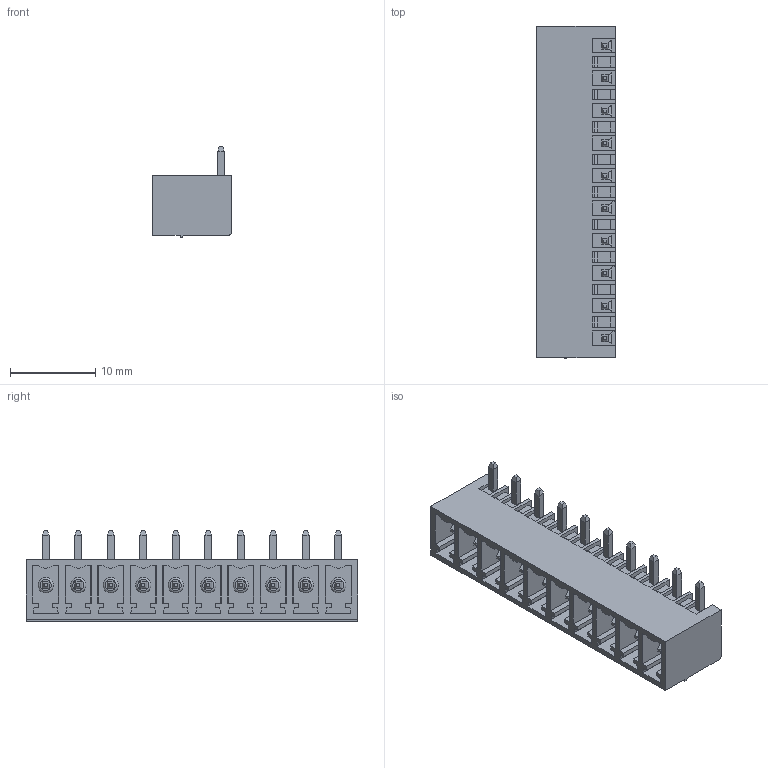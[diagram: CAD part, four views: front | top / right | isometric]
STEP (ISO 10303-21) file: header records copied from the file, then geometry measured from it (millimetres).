
FILE_DESCRIPTION(('STEP AP214'),'1');
FILE_NAME('PV010-3,81-H-P.stp','2021-04-06T10:57:31',(' '),(' '),'Spatial InterOp 3D',' ',' ');
FILE_SCHEMA(('AUTOMOTIVE_DESIGN { 1 0 10303 214 1 1 1 1 }'));
Length unit declared in the file: metre
Products named in the file (1): 1617706292
Bounding box: 9.2 x 38.9 x 10.65 mm (x, y, z)
Volume: 1418.4 mm3; surface area: 3178.2 mm2
Topology: 1 solids, 1 shells, 533 faces, 1423 edges, 922 vertices
Faces by surface type: plane 502, cylinder 21, torus 10
Full cylindrical faces by diameter (mm): 1.8 x10
Entity records: 20280 total; most frequent: CARTESIAN_POINT 2839, ORIENTED_EDGE 2786, DIRECTION 2513, EDGE_CURVE 1393, LINE 1341, VECTOR 1341, VERTEX_POINT 912, AXIS2_PLACEMENT_3D 586
